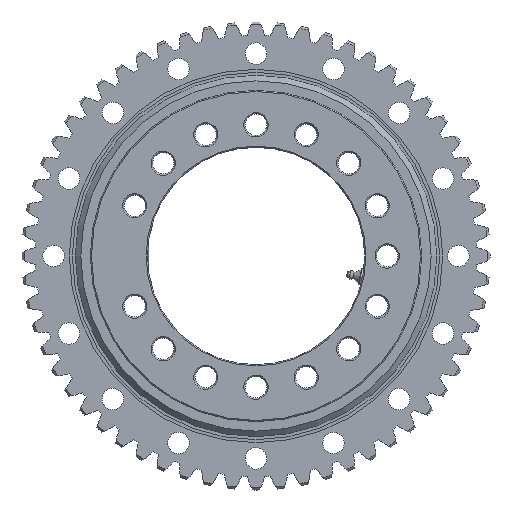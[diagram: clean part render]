
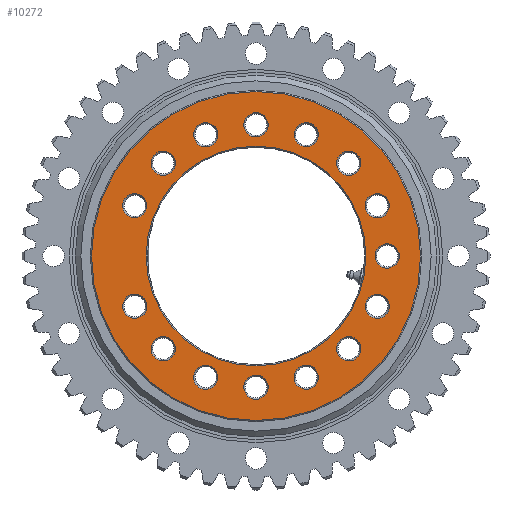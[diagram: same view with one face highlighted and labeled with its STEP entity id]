
A CAD part, front view. The second image highlights one B-rep face of the part: STEP entity #10272.
In plain terms, the highlighted planar face has unit normal (0, -1, 0).
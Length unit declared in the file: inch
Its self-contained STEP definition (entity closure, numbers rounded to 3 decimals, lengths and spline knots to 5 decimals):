
#31=FACE_BOUND('',#2023,.T.);
#32=FACE_BOUND('',#2024,.T.);
#33=FACE_BOUND('',#2025,.T.);
#34=FACE_BOUND('',#2026,.T.);
#35=FACE_BOUND('',#2027,.T.);
#36=FACE_BOUND('',#2028,.T.);
#37=FACE_BOUND('',#2029,.T.);
#38=FACE_BOUND('',#2030,.T.);
#39=FACE_BOUND('',#2031,.T.);
#40=FACE_BOUND('',#2032,.T.);
#41=FACE_BOUND('',#2033,.T.);
#42=FACE_BOUND('',#2034,.T.);
#43=FACE_BOUND('',#2035,.T.);
#44=FACE_BOUND('',#2036,.T.);
#45=FACE_BOUND('',#2037,.T.);
#46=FACE_BOUND('',#2038,.T.);
#293=PLANE('',#11060);
#1435=FACE_OUTER_BOUND('',#2022,.T.);
#2022=EDGE_LOOP('',(#7208));
#2023=EDGE_LOOP('',(#7209));
#2024=EDGE_LOOP('',(#7210));
#2025=EDGE_LOOP('',(#7211));
#2026=EDGE_LOOP('',(#7212));
#2027=EDGE_LOOP('',(#7213));
#2028=EDGE_LOOP('',(#7214));
#2029=EDGE_LOOP('',(#7215));
#2030=EDGE_LOOP('',(#7216));
#2031=EDGE_LOOP('',(#7217));
#2032=EDGE_LOOP('',(#7218));
#2033=EDGE_LOOP('',(#7219));
#2034=EDGE_LOOP('',(#7220));
#2035=EDGE_LOOP('',(#7221));
#2036=EDGE_LOOP('',(#7222));
#2037=EDGE_LOOP('',(#7223));
#2038=EDGE_LOOP('',(#7224));
#2700=CIRCLE('',#11057,2.88433);
#2703=CIRCLE('',#11061,4.32);
#2704=CIRCLE('',#11062,0.32);
#2705=CIRCLE('',#11063,0.32);
#2706=CIRCLE('',#11064,0.32);
#2707=CIRCLE('',#11065,0.32);
#2708=CIRCLE('',#11066,0.32);
#2709=CIRCLE('',#11067,0.32);
#2710=CIRCLE('',#11068,0.32);
#2711=CIRCLE('',#11069,0.32);
#2712=CIRCLE('',#11070,0.32);
#2713=CIRCLE('',#11071,0.32);
#2714=CIRCLE('',#11072,0.32);
#2715=CIRCLE('',#11073,0.32);
#2716=CIRCLE('',#11074,0.32);
#2717=CIRCLE('',#11075,0.32);
#2718=CIRCLE('',#11076,0.32);
#4092=VERTEX_POINT('',#20615);
#4095=VERTEX_POINT('',#20623);
#4096=VERTEX_POINT('',#20625);
#4097=VERTEX_POINT('',#20627);
#4098=VERTEX_POINT('',#20629);
#4099=VERTEX_POINT('',#20631);
#4100=VERTEX_POINT('',#20633);
#4101=VERTEX_POINT('',#20635);
#4102=VERTEX_POINT('',#20637);
#4103=VERTEX_POINT('',#20639);
#4104=VERTEX_POINT('',#20641);
#4105=VERTEX_POINT('',#20643);
#4106=VERTEX_POINT('',#20645);
#4107=VERTEX_POINT('',#20647);
#4108=VERTEX_POINT('',#20649);
#4109=VERTEX_POINT('',#20651);
#4110=VERTEX_POINT('',#20653);
#5279=EDGE_CURVE('',#4092,#4092,#2700,.T.);
#5283=EDGE_CURVE('',#4095,#4095,#2703,.T.);
#5284=EDGE_CURVE('',#4096,#4096,#2704,.T.);
#5285=EDGE_CURVE('',#4097,#4097,#2705,.T.);
#5286=EDGE_CURVE('',#4098,#4098,#2706,.T.);
#5287=EDGE_CURVE('',#4099,#4099,#2707,.T.);
#5288=EDGE_CURVE('',#4100,#4100,#2708,.T.);
#5289=EDGE_CURVE('',#4101,#4101,#2709,.T.);
#5290=EDGE_CURVE('',#4102,#4102,#2710,.T.);
#5291=EDGE_CURVE('',#4103,#4103,#2711,.T.);
#5292=EDGE_CURVE('',#4104,#4104,#2712,.T.);
#5293=EDGE_CURVE('',#4105,#4105,#2713,.T.);
#5294=EDGE_CURVE('',#4106,#4106,#2714,.T.);
#5295=EDGE_CURVE('',#4107,#4107,#2715,.T.);
#5296=EDGE_CURVE('',#4108,#4108,#2716,.T.);
#5297=EDGE_CURVE('',#4109,#4109,#2717,.T.);
#5298=EDGE_CURVE('',#4110,#4110,#2718,.T.);
#7208=ORIENTED_EDGE('',*,*,#5283,.F.);
#7209=ORIENTED_EDGE('',*,*,#5284,.T.);
#7210=ORIENTED_EDGE('',*,*,#5285,.T.);
#7211=ORIENTED_EDGE('',*,*,#5286,.T.);
#7212=ORIENTED_EDGE('',*,*,#5287,.T.);
#7213=ORIENTED_EDGE('',*,*,#5288,.T.);
#7214=ORIENTED_EDGE('',*,*,#5289,.T.);
#7215=ORIENTED_EDGE('',*,*,#5290,.T.);
#7216=ORIENTED_EDGE('',*,*,#5291,.T.);
#7217=ORIENTED_EDGE('',*,*,#5292,.T.);
#7218=ORIENTED_EDGE('',*,*,#5293,.T.);
#7219=ORIENTED_EDGE('',*,*,#5294,.T.);
#7220=ORIENTED_EDGE('',*,*,#5295,.T.);
#7221=ORIENTED_EDGE('',*,*,#5296,.T.);
#7222=ORIENTED_EDGE('',*,*,#5297,.T.);
#7223=ORIENTED_EDGE('',*,*,#5298,.T.);
#7224=ORIENTED_EDGE('',*,*,#5279,.F.);
#10272=ADVANCED_FACE('',(#1435,#31,#32,#33,#34,#35,#36,#37,#38,#39,#40,
#41,#42,#43,#44,#45,#46),#293,.T.);
#11057=AXIS2_PLACEMENT_3D('',#20616,#12714,#12715);
#11060=AXIS2_PLACEMENT_3D('',#20622,#12721,#12722);
#11061=AXIS2_PLACEMENT_3D('',#20624,#12723,#12724);
#11062=AXIS2_PLACEMENT_3D('',#20626,#12725,#12726);
#11063=AXIS2_PLACEMENT_3D('',#20628,#12727,#12728);
#11064=AXIS2_PLACEMENT_3D('',#20630,#12729,#12730);
#11065=AXIS2_PLACEMENT_3D('',#20632,#12731,#12732);
#11066=AXIS2_PLACEMENT_3D('',#20634,#12733,#12734);
#11067=AXIS2_PLACEMENT_3D('',#20636,#12735,#12736);
#11068=AXIS2_PLACEMENT_3D('',#20638,#12737,#12738);
#11069=AXIS2_PLACEMENT_3D('',#20640,#12739,#12740);
#11070=AXIS2_PLACEMENT_3D('',#20642,#12741,#12742);
#11071=AXIS2_PLACEMENT_3D('',#20644,#12743,#12744);
#11072=AXIS2_PLACEMENT_3D('',#20646,#12745,#12746);
#11073=AXIS2_PLACEMENT_3D('',#20648,#12747,#12748);
#11074=AXIS2_PLACEMENT_3D('',#20650,#12749,#12750);
#11075=AXIS2_PLACEMENT_3D('',#20652,#12751,#12752);
#11076=AXIS2_PLACEMENT_3D('',#20654,#12753,#12754);
#12714=DIRECTION('center_axis',(0.,-1.,0.));
#12715=DIRECTION('ref_axis',(1.,0.,0.));
#12721=DIRECTION('center_axis',(0.,-1.,0.));
#12722=DIRECTION('ref_axis',(0.,0.,-1.));
#12723=DIRECTION('center_axis',(0.,1.,0.));
#12724=DIRECTION('ref_axis',(1.,0.,0.));
#12725=DIRECTION('center_axis',(0.,1.,0.));
#12726=DIRECTION('ref_axis',(0.924,0.,0.383));
#12727=DIRECTION('center_axis',(0.,1.,0.));
#12728=DIRECTION('ref_axis',(0.707,0.,0.707));
#12729=DIRECTION('center_axis',(0.,1.,0.));
#12730=DIRECTION('ref_axis',(0.383,0.,0.924));
#12731=DIRECTION('center_axis',(0.,1.,0.));
#12732=DIRECTION('ref_axis',(0.,0.,1.));
#12733=DIRECTION('center_axis',(0.,1.,0.));
#12734=DIRECTION('ref_axis',(-0.383,0.,0.924));
#12735=DIRECTION('center_axis',(0.,1.,0.));
#12736=DIRECTION('ref_axis',(-0.707,0.,0.707));
#12737=DIRECTION('center_axis',(0.,1.,0.));
#12738=DIRECTION('ref_axis',(-0.924,0.,0.383));
#12739=DIRECTION('center_axis',(0.,1.,0.));
#12740=DIRECTION('ref_axis',(-1.,0.,0.));
#12741=DIRECTION('center_axis',(0.,1.,0.));
#12742=DIRECTION('ref_axis',(-0.924,0.,-0.383));
#12743=DIRECTION('center_axis',(0.,1.,0.));
#12744=DIRECTION('ref_axis',(-0.707,0.,-0.707));
#12745=DIRECTION('center_axis',(0.,1.,0.));
#12746=DIRECTION('ref_axis',(-0.383,0.,-0.924));
#12747=DIRECTION('center_axis',(0.,1.,0.));
#12748=DIRECTION('ref_axis',(0.,0.,-1.));
#12749=DIRECTION('center_axis',(0.,1.,0.));
#12750=DIRECTION('ref_axis',(0.383,0.,-0.924));
#12751=DIRECTION('center_axis',(0.,1.,0.));
#12752=DIRECTION('ref_axis',(0.707,0.,-0.707));
#12753=DIRECTION('center_axis',(0.,1.,0.));
#12754=DIRECTION('ref_axis',(1.,0.,0.));
#20615=CARTESIAN_POINT('',(-2.88433,-0.98386,0.));
#20616=CARTESIAN_POINT('Origin',(0.,-0.98386,0.));
#20622=CARTESIAN_POINT('Origin',(-3.60217,-0.98386,0.));
#20623=CARTESIAN_POINT('',(-4.32,-0.98386,0.));
#20624=CARTESIAN_POINT('Origin',(0.,-0.98386,0.));
#20625=CARTESIAN_POINT('',(-2.73154,-0.98386,-2.55836));
#20626=CARTESIAN_POINT('Origin',(-2.4359,-0.98386,-2.4359));
#20627=CARTESIAN_POINT('',(-1.54457,-0.98386,-3.40893));
#20628=CARTESIAN_POINT('Origin',(-1.3183,-0.98386,-3.18266));
#20629=CARTESIAN_POINT('',(-0.12246,-0.98386,-3.74052));
#20630=CARTESIAN_POINT('Origin',(0.,-0.98386,
-3.44488));
#20631=CARTESIAN_POINT('',(1.3183,-0.98386,-3.50266));
#20632=CARTESIAN_POINT('Origin',(1.3183,-0.98386,-3.18266));
#20633=CARTESIAN_POINT('',(2.55836,-0.98386,-2.73154));
#20634=CARTESIAN_POINT('Origin',(2.4359,-0.98386,-2.4359));
#20635=CARTESIAN_POINT('',(3.40893,-0.98386,-1.54457));
#20636=CARTESIAN_POINT('Origin',(3.18266,-0.98386,-1.3183));
#20637=CARTESIAN_POINT('',(3.74052,-0.98386,-0.12246));
#20638=CARTESIAN_POINT('Origin',(3.44488,-0.98386,0.));
#20639=CARTESIAN_POINT('',(3.50266,-0.98386,1.3183));
#20640=CARTESIAN_POINT('Origin',(3.18266,-0.98386,1.3183));
#20641=CARTESIAN_POINT('',(2.73154,-0.98386,2.55836));
#20642=CARTESIAN_POINT('Origin',(2.4359,-0.98386,2.4359));
#20643=CARTESIAN_POINT('',(1.54457,-0.98386,3.40893));
#20644=CARTESIAN_POINT('Origin',(1.3183,-0.98386,3.18266));
#20645=CARTESIAN_POINT('',(0.12246,-0.98386,3.74052));
#20646=CARTESIAN_POINT('Origin',(0.,-0.98386,
3.44488));
#20647=CARTESIAN_POINT('',(-1.3183,-0.98386,3.50266));
#20648=CARTESIAN_POINT('Origin',(-1.3183,-0.98386,3.18266));
#20649=CARTESIAN_POINT('',(-2.55836,-0.98386,2.73154));
#20650=CARTESIAN_POINT('Origin',(-2.4359,-0.98386,2.4359));
#20651=CARTESIAN_POINT('',(-3.40893,-0.98386,1.54457));
#20652=CARTESIAN_POINT('Origin',(-3.18266,-0.98386,1.3183));
#20653=CARTESIAN_POINT('',(-3.50266,-0.98386,-1.3183));
#20654=CARTESIAN_POINT('Origin',(-3.18266,-0.98386,-1.3183));
